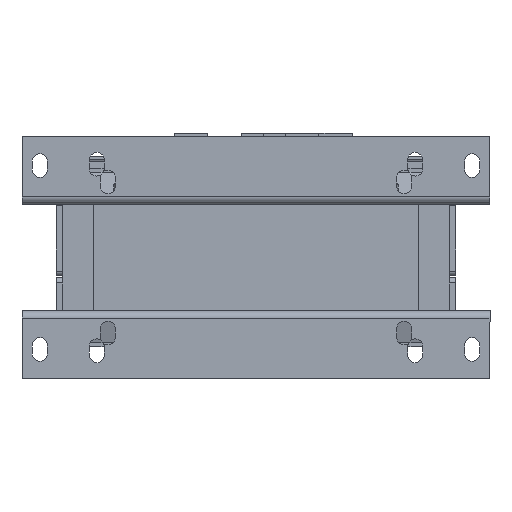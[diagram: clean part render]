
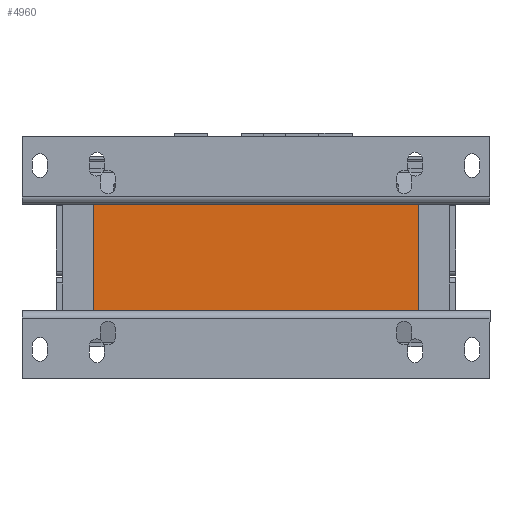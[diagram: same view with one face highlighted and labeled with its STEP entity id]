
A CAD part, front view. The second image highlights one B-rep face of the part: STEP entity #4960.
In plain terms, the highlighted planar face has unit normal (0, -1, 0).
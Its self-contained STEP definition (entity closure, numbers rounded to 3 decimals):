
#371 = ORIENTED_EDGE ( 'NONE', *, *, #16242, .T. ) ;
#504 = EDGE_CURVE ( 'Defeature ausgef�hrt11_16+Defeature ausgef�hrt11_19+Defeature ausgef�hrt11_450+Defeature ausgef�hrt11_451', #19132, #4835, #18478, .T. ) ;
#706 = CARTESIAN_POINT ( 'NONE',  ( -110., -110.001, -36. ) ) ;
#1162 = VECTOR ( 'NONE', #10038, 1000. ) ;
#1615 = PLANE ( 'NONE',  #9379 ) ;
#2532 = FACE_OUTER_BOUND ( 'NONE', #11053, .T. ) ;
#3241 = CARTESIAN_POINT ( 'NONE',  ( -110., -110.001, 36. ) ) ;
#4452 = DIRECTION ( 'NONE',  ( 0., 1., 0. ) ) ;
#4713 = VECTOR ( 'NONE', #12034, 1000. ) ;
#4835 = VERTEX_POINT ( 'NONE', #12058 ) ;
#4960 = ADVANCED_FACE ( 'Defeature ausgef�hrt11_19', ( #2532 ), #1615, .F. ) ;
#7228 = LINE ( 'NONE', #706, #11086 ) ;
#7818 = DIRECTION ( 'NONE',  ( 0., 0., -1. ) ) ;
#8799 = CARTESIAN_POINT ( 'NONE',  ( -110., -110.001, 36. ) ) ;
#9169 = ORIENTED_EDGE ( 'NONE', *, *, #13695, .F. ) ;
#9379 = AXIS2_PLACEMENT_3D ( 'NONE', #18406, #4452, #10568 ) ;
#9893 = ORIENTED_EDGE ( 'NONE', *, *, #16124, .T. ) ;
#10038 = DIRECTION ( 'NONE',  ( 0., 0., -1. ) ) ;
#10568 = DIRECTION ( 'NONE',  ( 0., 0., 1. ) ) ;
#11053 = EDGE_LOOP ( 'NONE', ( #371, #19533, #9169, #9893 ) ) ;
#11086 = VECTOR ( 'NONE', #11468, 1000. ) ;
#11105 = VECTOR ( 'NONE', #7818, 1000. ) ;
#11460 = LINE ( 'NONE', #18261, #4713 ) ;
#11468 = DIRECTION ( 'NONE',  ( 1., 0., 0. ) ) ;
#11474 = CARTESIAN_POINT ( 'NONE',  ( 110., -110.001, 36. ) ) ;
#11788 = CARTESIAN_POINT ( 'NONE',  ( 110., -110.001, 36. ) ) ;
#12034 = DIRECTION ( 'NONE',  ( 1., 0., 0. ) ) ;
#12058 = CARTESIAN_POINT ( 'NONE',  ( 110., -110.001, -36. ) ) ;
#13695 = EDGE_CURVE ( 'Defeature ausgef�hrt11_450+Defeature ausgef�hrt11_19+Defeature ausgef�hrt11_15+Defeature ausgef�hrt11_16', #18228, #19132, #11460, .T. ) ;
#13756 = LINE ( 'NONE', #3241, #11105 ) ;
#14038 = VERTEX_POINT ( 'NONE', #14930 ) ;
#14930 = CARTESIAN_POINT ( 'NONE',  ( -110., -110.001, -36. ) ) ;
#16124 = EDGE_CURVE ( 'Defeature ausgef�hrt11_19+Defeature ausgef�hrt11_15+Defeature ausgef�hrt11_450+Defeature ausgef�hrt11_451', #18228, #14038, #13756, .T. ) ;
#16242 = EDGE_CURVE ( 'Defeature ausgef�hrt11_19+Defeature ausgef�hrt11_451+Defeature ausgef�hrt11_15+Defeature ausgef�hrt11_16', #14038, #4835, #7228, .T. ) ;
#18228 = VERTEX_POINT ( 'NONE', #8799 ) ;
#18261 = CARTESIAN_POINT ( 'NONE',  ( -110., -110.001, 36. ) ) ;
#18406 = CARTESIAN_POINT ( 'NONE',  ( -110., -110.001, 36. ) ) ;
#18478 = LINE ( 'NONE', #11788, #1162 ) ;
#19132 = VERTEX_POINT ( 'NONE', #11474 ) ;
#19533 = ORIENTED_EDGE ( 'NONE', *, *, #504, .F. ) ;
